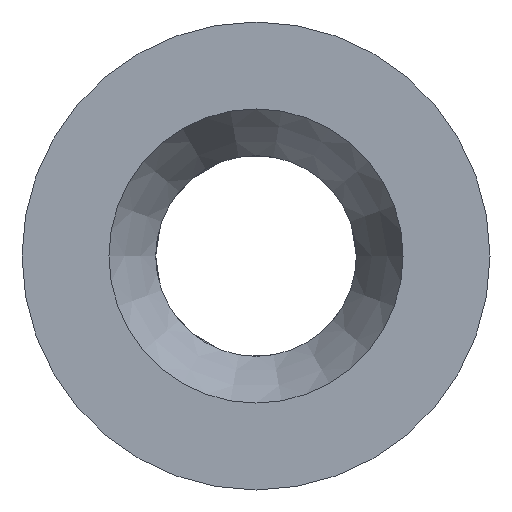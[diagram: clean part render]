
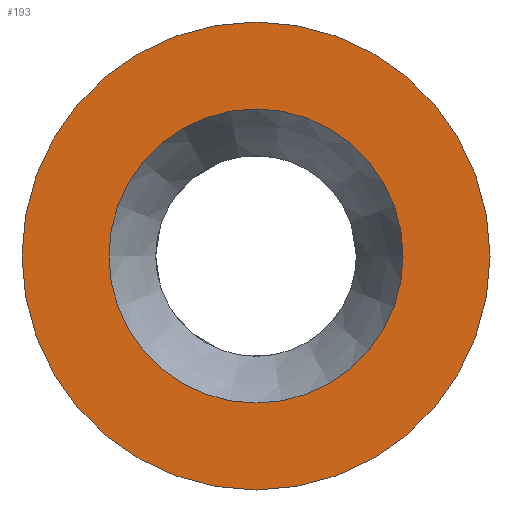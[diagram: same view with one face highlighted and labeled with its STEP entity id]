
A CAD part, front view. The second image highlights one B-rep face of the part: STEP entity #193.
In plain terms, the highlighted planar face has unit normal (0, -1, 0).
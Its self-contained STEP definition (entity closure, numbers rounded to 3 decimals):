
#20=FACE_BOUND('',#48,.T.);
#22=PLANE('',#240);
#34=FACE_OUTER_BOUND('',#47,.T.);
#47=EDGE_LOOP('',(#174));
#48=EDGE_LOOP('',(#175));
#80=CIRCLE('',#237,4.4);
#81=CIRCLE('',#239,7.);
#96=VERTEX_POINT('',#541);
#97=VERTEX_POINT('',#545);
#121=EDGE_CURVE('',#96,#96,#80,.T.);
#123=EDGE_CURVE('',#97,#97,#81,.T.);
#174=ORIENTED_EDGE('',*,*,#123,.F.);
#175=ORIENTED_EDGE('',*,*,#121,.F.);
#193=ADVANCED_FACE('',(#34,#20),#22,.F.);
#237=AXIS2_PLACEMENT_3D('',#543,#289,#290);
#239=AXIS2_PLACEMENT_3D('',#547,#294,#295);
#240=AXIS2_PLACEMENT_3D('',#548,#296,#297);
#289=DIRECTION('center_axis',(0.,-1.,0.));
#290=DIRECTION('ref_axis',(1.,0.,0.));
#294=DIRECTION('center_axis',(0.,1.,0.));
#295=DIRECTION('ref_axis',(-1.,0.,0.));
#296=DIRECTION('center_axis',(0.,1.,0.));
#297=DIRECTION('ref_axis',(0.,0.,1.));
#541=CARTESIAN_POINT('',(-4.4,0.,0.));
#543=CARTESIAN_POINT('Origin',(0.,0.,0.));
#545=CARTESIAN_POINT('',(7.,0.,0.));
#547=CARTESIAN_POINT('Origin',(0.,0.,0.));
#548=CARTESIAN_POINT('Origin',(0.,0.,0.));
